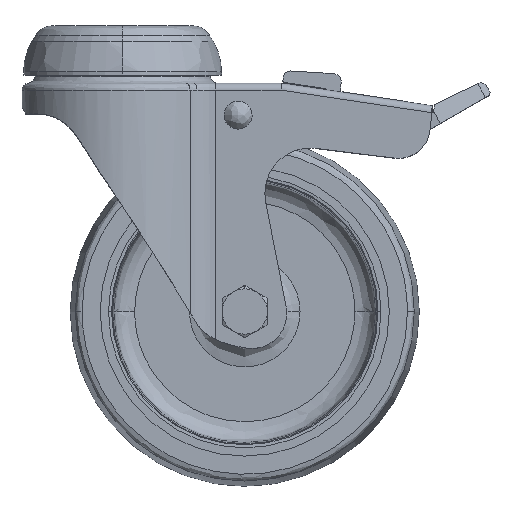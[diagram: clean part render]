
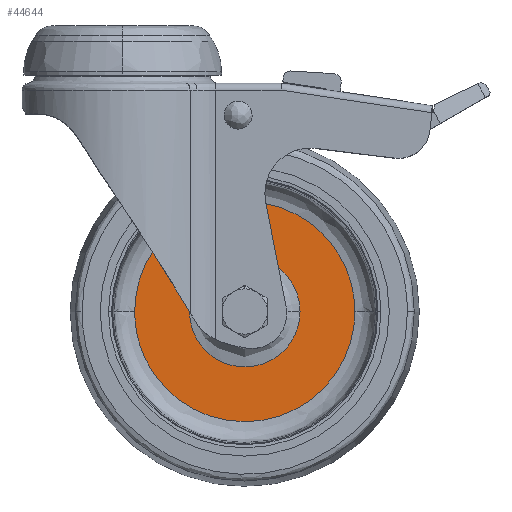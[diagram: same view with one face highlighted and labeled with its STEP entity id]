
A CAD part, top view. The second image highlights one B-rep face of the part: STEP entity #44644.
In plain terms, the highlighted planar face has unit normal (0, 0, 1).
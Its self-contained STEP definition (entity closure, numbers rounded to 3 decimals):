
#169 = ORIENTED_EDGE ( 'NONE', *, *, #39635, .F. ) ;
#212 = EDGE_CURVE ( 'NONE', #20555, #241, #33568, .T. ) ;
#241 = VERTEX_POINT ( 'NONE', #5557 ) ;
#1506 = CARTESIAN_POINT ( 'NONE',  ( 19.164, -81.85, 2.25 ) ) ;
#1653 = CARTESIAN_POINT ( 'NONE',  ( 19.164, -50.178, 2.25 ) ) ;
#5557 = CARTESIAN_POINT ( 'NONE',  ( 19.164, -81.85, 2.25 ) ) ;
#6557 = CARTESIAN_POINT ( 'NONE',  ( 3.474, -81.85, 2.25 ) ) ;
#7484 = DIRECTION ( 'NONE',  ( 0., 0., -1. ) ) ;
#7784 = CARTESIAN_POINT ( 'NONE',  ( 3.474, -18.797, 2.25 ) ) ;
#8743 = CARTESIAN_POINT ( 'NONE',  ( 50.836, -81.85, 2.25 ) ) ;
#10571 = ORIENTED_EDGE ( 'NONE', *, *, #19640, .F. ) ;
#11216 = CARTESIAN_POINT ( 'NONE',  ( 66.526, -81.85, 2.25 ) ) ;
#12462 = CARTESIAN_POINT ( 'NONE',  ( 19.164, -113.522, 2.25 ) ) ;
#12484 = AXIS2_PLACEMENT_3D ( 'NONE', #38691, #7484, #31928 ) ;
#12680 = CARTESIAN_POINT ( 'NONE',  ( 50.836, -81.85, 2.25 ) ) ;
#12913 = CARTESIAN_POINT ( 'NONE',  ( 50.836, -113.522, 2.25 ) ) ;
#13065 = CARTESIAN_POINT ( 'NONE',  ( 50.836, -50.178, 2.25 ) ) ;
#13870 = FACE_OUTER_BOUND ( 'NONE', #26751, .T. ) ;
#14156 = CARTESIAN_POINT ( 'NONE',  ( 66.526, -18.797, 2.25 ) ) ;
#14319 = FACE_BOUND ( 'NONE', #19495, .T. ) ;
#14734 = VERTEX_POINT ( 'NONE', #6557 ) ;
#19320 =( BOUNDED_CURVE ( )  B_SPLINE_CURVE ( 3, ( #1506, #12462, #12913, #12680 ),
 .UNSPECIFIED., .F., .F. ) 
 B_SPLINE_CURVE_WITH_KNOTS ( ( 4, 4 ),
 ( 0., 1. ),
 .UNSPECIFIED. ) 
 CURVE ( )  GEOMETRIC_REPRESENTATION_ITEM ( )  RATIONAL_B_SPLINE_CURVE ( ( 1., 0.333, 0.333, 1. ) ) 
 REPRESENTATION_ITEM ( '' )  );
#19495 = EDGE_LOOP ( 'NONE', ( #169, #45032 ) ) ;
#19640 = EDGE_CURVE ( 'NONE', #23679, #14734, #20188, .T. ) ;
#20188 =( BOUNDED_CURVE ( )  B_SPLINE_CURVE ( 3, ( #20305, #37825, #34229, #30812 ),
 .UNSPECIFIED., .F., .F. ) 
 B_SPLINE_CURVE_WITH_KNOTS ( ( 4, 4 ),
 ( 0., 1. ),
 .UNSPECIFIED. ) 
 CURVE ( )  GEOMETRIC_REPRESENTATION_ITEM ( )  RATIONAL_B_SPLINE_CURVE ( ( 1., 0.333, 0.333, 1. ) ) 
 REPRESENTATION_ITEM ( '' )  );
#20305 = CARTESIAN_POINT ( 'NONE',  ( 66.526, -81.85, 2.25 ) ) ;
#20555 = VERTEX_POINT ( 'NONE', #39355 ) ;
#23679 = VERTEX_POINT ( 'NONE', #30534 ) ;
#24815 = PLANE ( 'NONE',  #12484 ) ;
#25114 = CARTESIAN_POINT ( 'NONE',  ( 3.474, -81.85, 2.25 ) ) ;
#25464 = ORIENTED_EDGE ( 'NONE', *, *, #29612, .F. ) ;
#26751 = EDGE_LOOP ( 'NONE', ( #25464, #10571 ) ) ;
#29612 = EDGE_CURVE ( 'NONE', #14734, #23679, #30592, .T. ) ;
#30534 = CARTESIAN_POINT ( 'NONE',  ( 66.526, -81.85, 2.25 ) ) ;
#30592 =( BOUNDED_CURVE ( )  B_SPLINE_CURVE ( 3, ( #25114, #7784, #14156, #11216 ),
 .UNSPECIFIED., .F., .F. ) 
 B_SPLINE_CURVE_WITH_KNOTS ( ( 4, 4 ),
 ( 0., 1. ),
 .UNSPECIFIED. ) 
 CURVE ( )  GEOMETRIC_REPRESENTATION_ITEM ( )  RATIONAL_B_SPLINE_CURVE ( ( 1., 0.333, 0.333, 1. ) ) 
 REPRESENTATION_ITEM ( '' )  );
#30812 = CARTESIAN_POINT ( 'NONE',  ( 3.474, -81.85, 2.25 ) ) ;
#31928 = DIRECTION ( 'NONE',  ( -1., 0., 0. ) ) ;
#33568 =( BOUNDED_CURVE ( )  B_SPLINE_CURVE ( 3, ( #8743, #13065, #1653, #33823 ),
 .UNSPECIFIED., .F., .F. ) 
 B_SPLINE_CURVE_WITH_KNOTS ( ( 4, 4 ),
 ( 0., 1. ),
 .UNSPECIFIED. ) 
 CURVE ( )  GEOMETRIC_REPRESENTATION_ITEM ( )  RATIONAL_B_SPLINE_CURVE ( ( 1., 0.333, 0.333, 1. ) ) 
 REPRESENTATION_ITEM ( '' )  );
#33823 = CARTESIAN_POINT ( 'NONE',  ( 19.164, -81.85, 2.25 ) ) ;
#34229 = CARTESIAN_POINT ( 'NONE',  ( 3.474, -144.903, 2.25 ) ) ;
#37825 = CARTESIAN_POINT ( 'NONE',  ( 66.526, -144.903, 2.25 ) ) ;
#38691 = CARTESIAN_POINT ( 'NONE',  ( 3.474, -81.85, 2.25 ) ) ;
#39355 = CARTESIAN_POINT ( 'NONE',  ( 50.836, -81.85, 2.25 ) ) ;
#39635 = EDGE_CURVE ( 'NONE', #241, #20555, #19320, .T. ) ;
#44644 = ADVANCED_FACE ( 'NONE', ( #14319, #13870 ), #24815, .F. ) ;
#45032 = ORIENTED_EDGE ( 'NONE', *, *, #212, .F. ) ;
